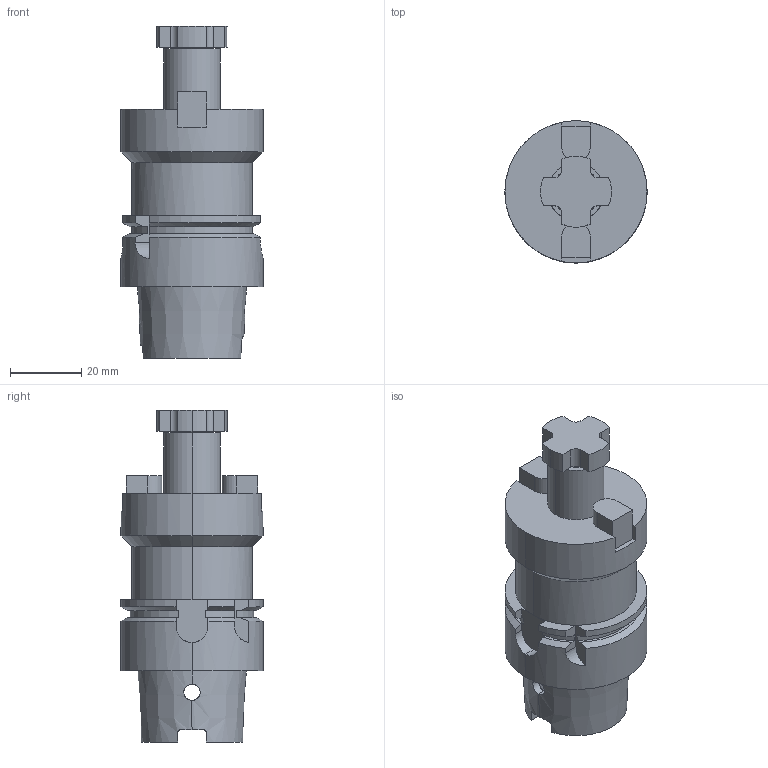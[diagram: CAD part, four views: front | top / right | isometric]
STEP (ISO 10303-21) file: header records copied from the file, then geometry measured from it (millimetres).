
FILE_DESCRIPTION (( 'STEP AP203' ), '1' );
FILE_NAME ('STP-SAKEM-71.157.16.050.STEP', '2021-03-19T06:39:25', ( '' ), ( '' ), 'SwSTEP 2.0', 'SolidWorks 2017', '' );
FILE_SCHEMA (( 'CONFIG_CONTROL_DESIGN' ));
Length unit declared in the file: millimetre
Products named in the file (1): STP-SAKEM-71.157.16.050
Bounding box: 40 x 40 x 93.45 mm (x, y, z)
Volume: 61362.2 mm3; surface area: 16921 mm2
Topology: 1 solids, 1 shells, 159 faces, 410 edges, 263 vertices
Faces by surface type: cylinder 71, plane 68, cone 14, torus 6
Entity records: 5727 total; most frequent: CARTESIAN_POINT 1764, ORIENTED_EDGE 820, DIRECTION 798, EDGE_CURVE 410, AXIS2_PLACEMENT_3D 297, VERTEX_POINT 263, LINE 204, VECTOR 204
